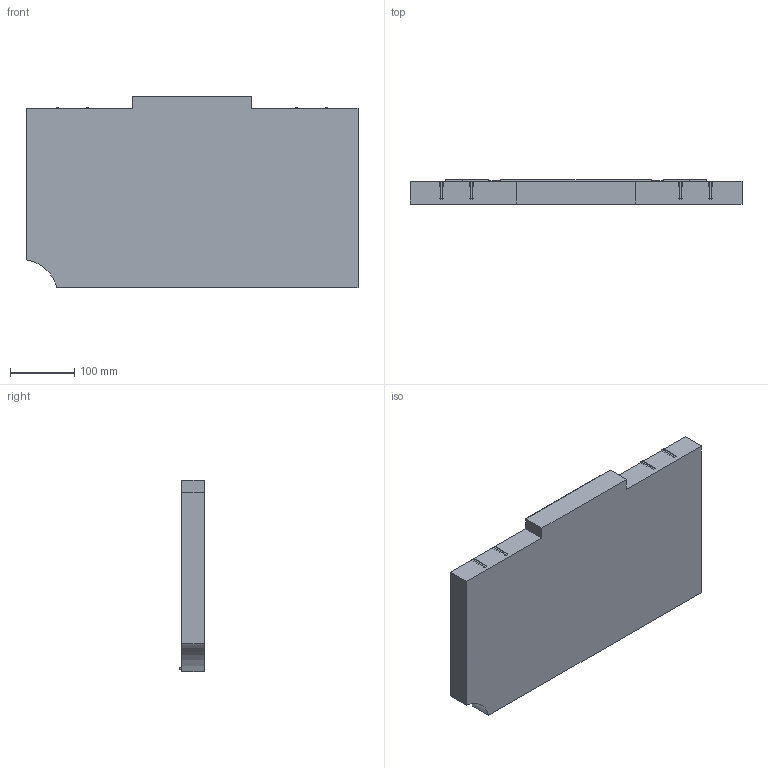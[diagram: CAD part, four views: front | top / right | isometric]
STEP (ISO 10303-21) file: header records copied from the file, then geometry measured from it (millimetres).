
FILE_DESCRIPTION (( 'STEP AP203' ), '1' );
FILE_NAME ('0450 Case, Shallow Drawer, OEM.STEP', '2009-01-30T16:12:13', ( ' ' ), ( ' ' ), 'SwSTEP 2.0', 'SolidWorks 2007', '' );
FILE_SCHEMA (( 'CONFIG_CONTROL_DESIGN' ));
Length unit declared in the file: inch
Products named in the file (1): 0450 Case, Shallow Drawer, OEM
Bounding box: 515.08 x 38.61 x 297.36 mm (x, y, z)
Volume: 1796636.6 mm3; surface area: 756984.7 mm2
Topology: 2 solids, 2 shells, 387 faces, 1008 edges, 601 vertices
Faces by surface type: cylinder 149, plane 132, bspline 80, sphere 18, torus 5, cone 3
Entity records: 13297 total; most frequent: CARTESIAN_POINT 5028, ORIENTED_EDGE 1950, DIRECTION 1462, EDGE_CURVE 975, VERTEX_POINT 593, VECTOR 494, LINE 494, AXIS2_PLACEMENT_3D 484
